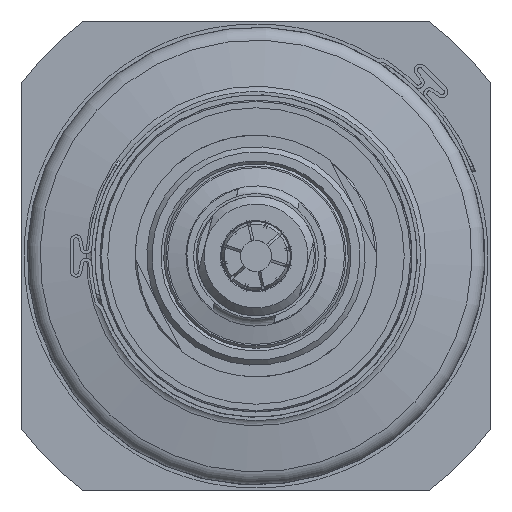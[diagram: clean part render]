
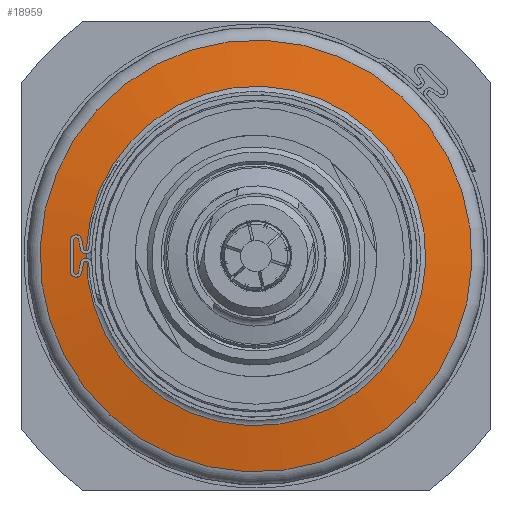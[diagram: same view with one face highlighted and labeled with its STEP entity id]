
A CAD part, left-side view. The second image highlights one B-rep face of the part: STEP entity #18959.
In plain terms, the highlighted conical face has half-angle 80 degrees and reference radius 37.087 mm.
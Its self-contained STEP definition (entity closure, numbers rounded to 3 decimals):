
#593=CONICAL_SURFACE('',#20494,37.087,1.396);
#1815=FACE_OUTER_BOUND('',#2867,.T.);
#2867=EDGE_LOOP('',(#14587,#14588,#14589,#14590,#14591,#14592,#14593,#14594));
#4100=LINE('',#34640,#5347);
#5347=VECTOR('',#24345,37.087);
#6401=CIRCLE('',#20491,41.521);
#6402=CIRCLE('',#20492,41.521);
#6403=CIRCLE('',#20493,41.521);
#6404=CIRCLE('',#20495,32.653);
#6405=CIRCLE('',#20496,32.653);
#6406=CIRCLE('',#20497,32.653);
#7969=VERTEX_POINT('',#34631);
#7970=VERTEX_POINT('',#34633);
#7971=VERTEX_POINT('',#34635);
#7972=VERTEX_POINT('',#34639);
#7973=VERTEX_POINT('',#34641);
#7974=VERTEX_POINT('',#34643);
#10309=EDGE_CURVE('',#7969,#7970,#6401,.T.);
#10310=EDGE_CURVE('',#7970,#7971,#6402,.T.);
#10311=EDGE_CURVE('',#7971,#7969,#6403,.T.);
#10312=EDGE_CURVE('',#7970,#7972,#4100,.T.);
#10313=EDGE_CURVE('',#7972,#7973,#6404,.T.);
#10314=EDGE_CURVE('',#7973,#7974,#6405,.T.);
#10315=EDGE_CURVE('',#7974,#7972,#6406,.T.);
#14587=ORIENTED_EDGE('',*,*,#10311,.F.);
#14588=ORIENTED_EDGE('',*,*,#10310,.F.);
#14589=ORIENTED_EDGE('',*,*,#10312,.T.);
#14590=ORIENTED_EDGE('',*,*,#10313,.T.);
#14591=ORIENTED_EDGE('',*,*,#10314,.T.);
#14592=ORIENTED_EDGE('',*,*,#10315,.T.);
#14593=ORIENTED_EDGE('',*,*,#10312,.F.);
#14594=ORIENTED_EDGE('',*,*,#10309,.F.);
#18959=ADVANCED_FACE('',(#1815),#593,.T.);
#20491=AXIS2_PLACEMENT_3D('',#34634,#24337,#24338);
#20492=AXIS2_PLACEMENT_3D('',#34636,#24339,#24340);
#20493=AXIS2_PLACEMENT_3D('',#34637,#24341,#24342);
#20494=AXIS2_PLACEMENT_3D('',#34638,#24343,#24344);
#20495=AXIS2_PLACEMENT_3D('',#34642,#24346,#24347);
#20496=AXIS2_PLACEMENT_3D('',#34644,#24348,#24349);
#20497=AXIS2_PLACEMENT_3D('',#34645,#24350,#24351);
#24337=DIRECTION('center_axis',(1.,0.,0.));
#24338=DIRECTION('ref_axis',(0.,-0.954,0.3));
#24339=DIRECTION('center_axis',(1.,0.,0.));
#24340=DIRECTION('ref_axis',(0.,-0.954,0.3));
#24341=DIRECTION('center_axis',(1.,0.,0.));
#24342=DIRECTION('ref_axis',(0.,-0.954,0.3));
#24343=DIRECTION('center_axis',(1.,0.,0.));
#24344=DIRECTION('ref_axis',(0.,-0.3,-0.954));
#24345=DIRECTION('',(-0.174,-0.295,-0.94));
#24346=DIRECTION('center_axis',(1.,0.,0.));
#24347=DIRECTION('ref_axis',(0.,-0.954,0.3));
#24348=DIRECTION('center_axis',(1.,0.,0.));
#24349=DIRECTION('ref_axis',(0.,-0.954,0.3));
#24350=DIRECTION('center_axis',(1.,0.,0.));
#24351=DIRECTION('ref_axis',(0.,-0.954,0.3));
#34631=CARTESIAN_POINT('',(-26.93,39.614,-12.439));
#34633=CARTESIAN_POINT('',(-26.93,12.439,39.614));
#34634=CARTESIAN_POINT('Origin',(-26.93,0.,
0.));
#34635=CARTESIAN_POINT('',(-26.93,-12.439,-39.614));
#34636=CARTESIAN_POINT('Origin',(-26.93,0.,
0.));
#34637=CARTESIAN_POINT('Origin',(-26.93,0.,
0.));
#34638=CARTESIAN_POINT('Origin',(-27.712,0.,
0.));
#34639=CARTESIAN_POINT('',(-28.494,9.782,31.153));
#34640=CARTESIAN_POINT('',(-27.712,11.111,35.383));
#34641=CARTESIAN_POINT('',(-28.494,-9.782,-31.153));
#34642=CARTESIAN_POINT('Origin',(-28.494,0.,
0.));
#34643=CARTESIAN_POINT('',(-28.494,31.153,-9.782));
#34644=CARTESIAN_POINT('Origin',(-28.494,0.,
0.));
#34645=CARTESIAN_POINT('Origin',(-28.494,0.,
0.));
